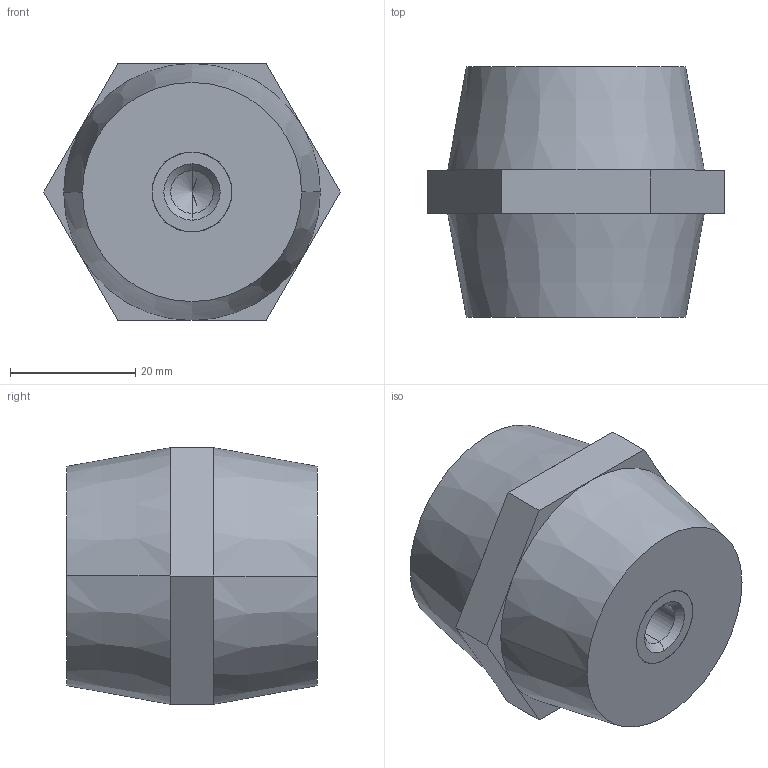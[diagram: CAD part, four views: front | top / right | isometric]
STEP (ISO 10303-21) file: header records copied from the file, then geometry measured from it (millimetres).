
FILE_DESCRIPTION (( 'STEP AP214' ), '1' );
FILE_NAME ('I40-M8.STEP', '2017-06-05T14:33:54', ( '' ), ( '' ), 'SwSTEP 2.0', 'SolidWorks 2017', '' );
FILE_SCHEMA (( 'AUTOMOTIVE_DESIGN' ));
Length unit declared in the file: millimetre
Products named in the file (3): I40-M8; PB1_0104(PB1_0104_08); PB1_0001
Assembly tree (3 placements, depth 2):
  I40-M8
    PB1_0104(PB1_0104_08)
    PB1_0001  x2
Bounding box: 47.34 x 40 x 41 mm (x, y, z)
Volume: 47076.7 mm3; surface area: 10131.4 mm2
Topology: 3 solids, 3 shells, 154 faces, 358 edges, 218 vertices
Faces by surface type: plane 82, cone 60, cylinder 12
Entity records: 3776 total; most frequent: CARTESIAN_POINT 1051, ORIENTED_EDGE 552, DIRECTION 526, EDGE_CURVE 276, AXIS2_PLACEMENT_3D 198, VERTEX_POINT 171, VECTOR 130, LINE 130
